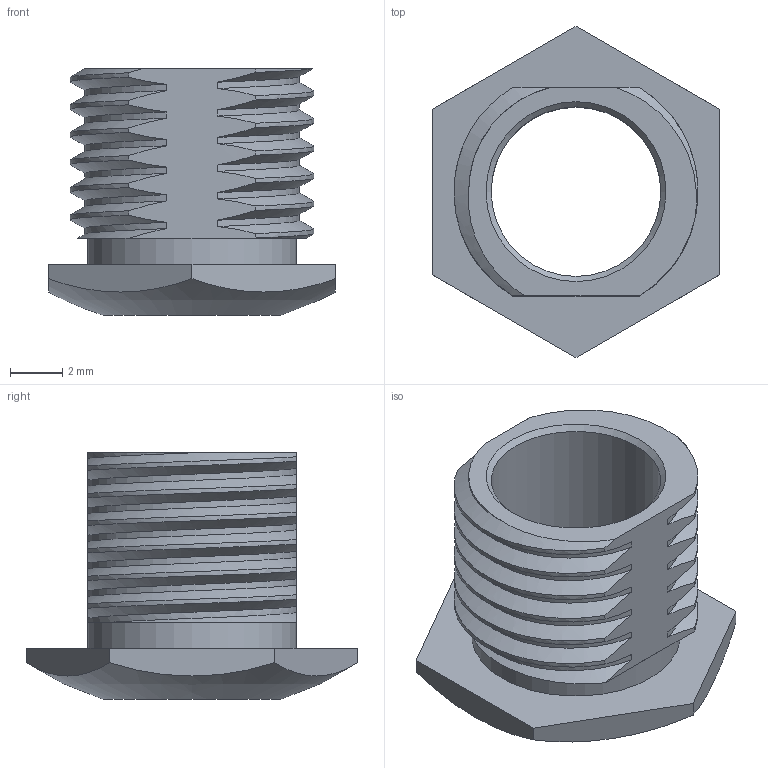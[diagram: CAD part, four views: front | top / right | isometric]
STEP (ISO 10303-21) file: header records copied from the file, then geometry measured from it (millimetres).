
FILE_DESCRIPTION(/* description */ (''),/* implementation_level */ '2;1');
FILE_NAME(/* name */ 'NMJ nut.step',/* time_stamp */ '2021-07-12T00:24:41+03:00',/* author */ (''),/* organization */ (''),/* preprocessor_version */ 'ST-DEVELOPER v18.1',/* originating_system */ 'Autodesk Translation Framework v10.9.0.1377',/* authorisation */ '');
FILE_SCHEMA (('AUTOMOTIVE_DESIGN { 1 0 10303 214 3 1 1 }'));
Length unit declared in the file: millimetre
Products named in the file (1): NMJ nut
Bounding box: 11 x 12.7 x 9.45 mm (x, y, z)
Volume: 283.9 mm3; surface area: 672.2 mm2
Topology: 1 solids, 1 shells, 70 faces, 200 edges, 132 vertices
Faces by surface type: cylinder 29, bspline 26, plane 12, cone 2, sphere 1
Full cylindrical faces by diameter (mm): 6.5 x1, 8 x1
Entity records: 3674 total; most frequent: CARTESIAN_POINT 2070, ORIENTED_EDGE 400, DIRECTION 205, EDGE_CURVE 200, VERTEX_POINT 132, B_SPLINE_CURVE_WITH_KNOTS 106, LINE 73, VECTOR 73
